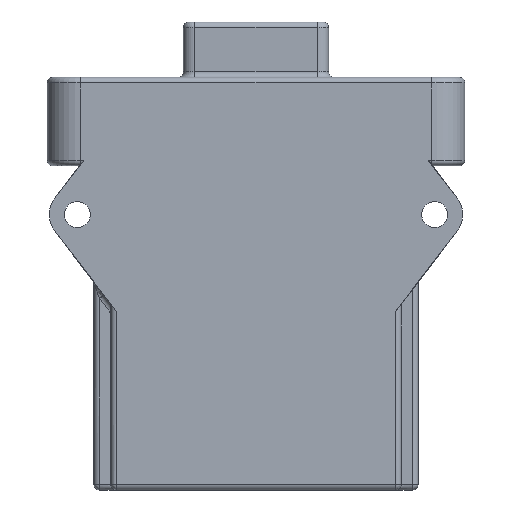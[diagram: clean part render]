
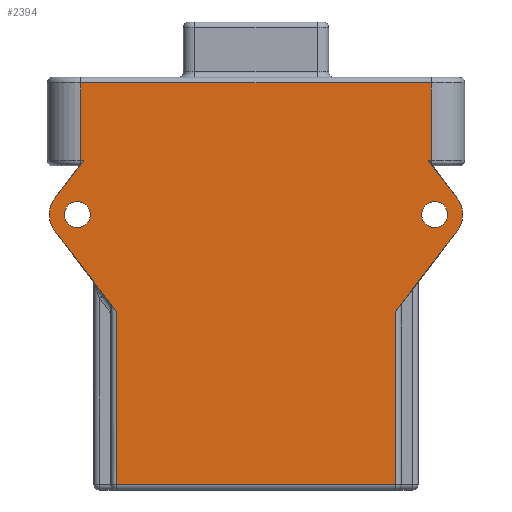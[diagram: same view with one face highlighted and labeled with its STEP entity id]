
A CAD part, front view. The second image highlights one B-rep face of the part: STEP entity #2394.
In plain terms, the highlighted planar face has unit normal (0, -1, 0).
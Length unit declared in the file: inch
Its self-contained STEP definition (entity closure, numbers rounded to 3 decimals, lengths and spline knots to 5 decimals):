
#16 = CARTESIAN_POINT ( 'NONE',  ( -1.5625, -0.7085, -4.0665 ) ) ;
#95 = CIRCLE ( 'NONE', #756, 0.3125 ) ;
#101 = LINE ( 'NONE', #1995, #1368 ) ;
#108 = DIRECTION ( 'NONE',  ( -1., 0., 0. ) ) ;
#127 = CARTESIAN_POINT ( 'NONE',  ( 1.9635, -0.7085, -0.4375 ) ) ;
#134 = EDGE_CURVE ( 'NONE', #2695, #326, #2923, .T. ) ;
#197 = CARTESIAN_POINT ( 'NONE',  ( 2., -0.7085, -1.1925 ) ) ;
#224 = LINE ( 'NONE', #766, #891 ) ;
#253 = LINE ( 'NONE', #2417, #2781 ) ;
#288 = EDGE_CURVE ( 'NONE', #2508, #964, #3264, .T. ) ;
#326 = VERTEX_POINT ( 'NONE', #1512 ) ;
#335 = LINE ( 'NONE', #1699, #1602 ) ;
#374 = DIRECTION ( 'NONE',  ( 0., -1., 0. ) ) ;
#445 = ORIENTED_EDGE ( 'NONE', *, *, #3178, .T. ) ;
#463 = EDGE_CURVE ( 'NONE', #591, #2337, #615, .T. ) ;
#480 = AXIS2_PLACEMENT_3D ( 'NONE', #1894, #374, #2137 ) ;
#535 = FACE_BOUND ( 'NONE', #2525, .T. ) ;
#541 = LINE ( 'NONE', #1707, #1972 ) ;
#562 = EDGE_CURVE ( 'NONE', #2808, #847, #101, .T. ) ;
#591 = VERTEX_POINT ( 'NONE', #1780 ) ;
#609 = VERTEX_POINT ( 'NONE', #197 ) ;
#615 = LINE ( 'NONE', #1233, #1296 ) ;
#647 = VERTEX_POINT ( 'NONE', #2219 ) ;
#652 = CARTESIAN_POINT ( 'NONE',  ( -2., -0.7085, -1.047 ) ) ;
#654 = CARTESIAN_POINT ( 'NONE',  ( -1.97348, -0.7085, -0.4375 ) ) ;
#663 = DIRECTION ( 'NONE',  ( -0.61, 0., -0.793 ) ) ;
#717 = DIRECTION ( 'NONE',  ( 0.61, 0., -0.793 ) ) ;
#756 = AXIS2_PLACEMENT_3D ( 'NONE', #1213, #2956, #1469 ) ;
#766 = CARTESIAN_POINT ( 'NONE',  ( -1.5625, -0.7085, 0.488 ) ) ;
#767 = VECTOR ( 'NONE', #2191, 39.37008 ) ;
#777 = CARTESIAN_POINT ( 'NONE',  ( 2.24769, -0.7085, -1.23754 ) ) ;
#789 = CARTESIAN_POINT ( 'NONE',  ( 1.9635, -0.7085, 0.4255 ) ) ;
#847 = VERTEX_POINT ( 'NONE', #127 ) ;
#848 = EDGE_CURVE ( 'NONE', #2337, #2508, #224, .T. ) ;
#875 = EDGE_LOOP ( 'NONE', ( #2112, #2101, #2906, #445, #2086, #2735, #1376, #1595, #1364, #1353, #885, #1226, #2979, #1994 ) ) ;
#885 = ORIENTED_EDGE ( 'NONE', *, *, #1096, .T. ) ;
#890 = CIRCLE ( 'NONE', #2523, 0.1455 ) ;
#891 = VECTOR ( 'NONE', #3115, 39.37008 ) ;
#898 = VECTOR ( 'NONE', #108, 39.37008 ) ;
#906 = CARTESIAN_POINT ( 'NONE',  ( -1.9635, -0.7085, 0.4255 ) ) ;
#907 = DIRECTION ( 'NONE',  ( 0., 0., -1. ) ) ;
#926 = DIRECTION ( 'NONE',  ( 1., 0., 0. ) ) ;
#927 = VECTOR ( 'NONE', #2166, 39.37008 ) ;
#949 = AXIS2_PLACEMENT_3D ( 'NONE', #1210, #2955, #1468 ) ;
#964 = VERTEX_POINT ( 'NONE', #2560 ) ;
#972 = CARTESIAN_POINT ( 'NONE',  ( 2.24769, -0.7085, -1.23754 ) ) ;
#1004 = CARTESIAN_POINT ( 'NONE',  ( 1.9635, -0.7085, 0.488 ) ) ;
#1017 = PLANE ( 'NONE',  #1695 ) ;
#1023 = LINE ( 'NONE', #972, #2276 ) ;
#1096 = EDGE_CURVE ( 'NONE', #1283, #2521, #1023, .T. ) ;
#1210 = CARTESIAN_POINT ( 'NONE',  ( 2., -0.7085, -1.047 ) ) ;
#1213 = CARTESIAN_POINT ( 'NONE',  ( -2., -0.7085, -1.047 ) ) ;
#1223 = VERTEX_POINT ( 'NONE', #906 ) ;
#1226 = ORIENTED_EDGE ( 'NONE', *, *, #3031, .T. ) ;
#1227 = DIRECTION ( 'NONE',  ( 0.61, 0., 0.793 ) ) ;
#1233 = CARTESIAN_POINT ( 'NONE',  ( -2.24769, -0.7085, -1.23754 ) ) ;
#1272 = DIRECTION ( 'NONE',  ( 0., 1., 0. ) ) ;
#1283 = VERTEX_POINT ( 'NONE', #2933 ) ;
#1290 = VERTEX_POINT ( 'NONE', #1728 ) ;
#1296 = VECTOR ( 'NONE', #717, 39.37008 ) ;
#1353 = ORIENTED_EDGE ( 'NONE', *, *, #3235, .T. ) ;
#1364 = ORIENTED_EDGE ( 'NONE', *, *, #288, .T. ) ;
#1368 = VECTOR ( 'NONE', #2709, 39.37008 ) ;
#1376 = ORIENTED_EDGE ( 'NONE', *, *, #463, .T. ) ;
#1468 = DIRECTION ( 'NONE',  ( 0., 0., -1. ) ) ;
#1469 = DIRECTION ( 'NONE',  ( 0., 0., -1. ) ) ;
#1512 = CARTESIAN_POINT ( 'NONE',  ( -2.24769, -0.7085, -0.85646 ) ) ;
#1544 = CARTESIAN_POINT ( 'NONE',  ( 1.625, -0.7085, -4.0665 ) ) ;
#1595 = ORIENTED_EDGE ( 'NONE', *, *, #848, .T. ) ;
#1602 = VECTOR ( 'NONE', #926, 39.37008 ) ;
#1657 = CARTESIAN_POINT ( 'NONE',  ( -1.9635, -0.7085, -0.4375 ) ) ;
#1695 = AXIS2_PLACEMENT_3D ( 'NONE', #1004, #1272, #3022 ) ;
#1698 = CARTESIAN_POINT ( 'NONE',  ( 1.9254, -0.7085, -0.4375 ) ) ;
#1699 = CARTESIAN_POINT ( 'NONE',  ( 2.3385, -0.7085, -0.4375 ) ) ;
#1707 = CARTESIAN_POINT ( 'NONE',  ( 1.625, -0.7085, -0.047 ) ) ;
#1717 = EDGE_CURVE ( 'NONE', #2808, #1223, #2319, .T. ) ;
#1728 = CARTESIAN_POINT ( 'NONE',  ( -2., -0.7085, -1.1925 ) ) ;
#1736 = FACE_BOUND ( 'NONE', #3120, .T. ) ;
#1780 = CARTESIAN_POINT ( 'NONE',  ( -2.24769, -0.7085, -1.23754 ) ) ;
#1795 = ORIENTED_EDGE ( 'NONE', *, *, #2604, .F. ) ;
#1805 = VERTEX_POINT ( 'NONE', #1698 ) ;
#1808 = EDGE_CURVE ( 'NONE', #647, #1805, #541, .T. ) ;
#1850 = CIRCLE ( 'NONE', #949, 0.1455 ) ;
#1861 = DIRECTION ( 'NONE',  ( 1., 0., 0. ) ) ;
#1894 = CARTESIAN_POINT ( 'NONE',  ( 2., -0.7085, -1.047 ) ) ;
#1931 = CARTESIAN_POINT ( 'NONE',  ( -2.24769, -0.7085, -0.85646 ) ) ;
#1972 = VECTOR ( 'NONE', #2437, 39.37008 ) ;
#1986 = CARTESIAN_POINT ( 'NONE',  ( -1.5625, -0.7085, -2.12825 ) ) ;
#1994 = ORIENTED_EDGE ( 'NONE', *, *, #3151, .T. ) ;
#1995 = CARTESIAN_POINT ( 'NONE',  ( 1.9635, -0.7085, 0.488 ) ) ;
#2086 = ORIENTED_EDGE ( 'NONE', *, *, #134, .T. ) ;
#2101 = ORIENTED_EDGE ( 'NONE', *, *, #1717, .T. ) ;
#2112 = ORIENTED_EDGE ( 'NONE', *, *, #562, .F. ) ;
#2116 = LINE ( 'NONE', #2676, #767 ) ;
#2137 = DIRECTION ( 'NONE',  ( 0., 0., -1. ) ) ;
#2166 = DIRECTION ( 'NONE',  ( 1., 0., 0. ) ) ;
#2191 = DIRECTION ( 'NONE',  ( 0., 0., 1. ) ) ;
#2193 = LINE ( 'NONE', #654, #927 ) ;
#2219 = CARTESIAN_POINT ( 'NONE',  ( 2.24769, -0.7085, -0.85646 ) ) ;
#2276 = VECTOR ( 'NONE', #1227, 39.37008 ) ;
#2319 = LINE ( 'NONE', #3123, #898 ) ;
#2337 = VERTEX_POINT ( 'NONE', #1986 ) ;
#2394 = ADVANCED_FACE ( 'NONE', ( #1736, #535, #3056 ), #1017, .F. ) ;
#2402 = DIRECTION ( 'NONE',  ( 0., -1., 0. ) ) ;
#2417 = CARTESIAN_POINT ( 'NONE',  ( -1.9635, -0.7085, 0.488 ) ) ;
#2437 = DIRECTION ( 'NONE',  ( -0.61, 0., 0.793 ) ) ;
#2508 = VERTEX_POINT ( 'NONE', #16 ) ;
#2521 = VERTEX_POINT ( 'NONE', #777 ) ;
#2523 = AXIS2_PLACEMENT_3D ( 'NONE', #652, #2402, #907 ) ;
#2525 = EDGE_LOOP ( 'NONE', ( #1795 ) ) ;
#2549 = EDGE_CURVE ( 'NONE', #1290, #1290, #890, .T. ) ;
#2560 = CARTESIAN_POINT ( 'NONE',  ( 1.5625, -0.7085, -4.0665 ) ) ;
#2604 = EDGE_CURVE ( 'NONE', #609, #609, #1850, .T. ) ;
#2657 = VECTOR ( 'NONE', #1861, 39.37008 ) ;
#2676 = CARTESIAN_POINT ( 'NONE',  ( 1.5625, -0.7085, 0.488 ) ) ;
#2695 = VERTEX_POINT ( 'NONE', #3251 ) ;
#2709 = DIRECTION ( 'NONE',  ( 0., 0., -1. ) ) ;
#2735 = ORIENTED_EDGE ( 'NONE', *, *, #3279, .T. ) ;
#2781 = VECTOR ( 'NONE', #2901, 39.37008 ) ;
#2808 = VERTEX_POINT ( 'NONE', #789 ) ;
#2871 = ORIENTED_EDGE ( 'NONE', *, *, #2549, .F. ) ;
#2876 = CIRCLE ( 'NONE', #480, 0.3125 ) ;
#2901 = DIRECTION ( 'NONE',  ( 0., 0., -1. ) ) ;
#2906 = ORIENTED_EDGE ( 'NONE', *, *, #3210, .T. ) ;
#2923 = LINE ( 'NONE', #1931, #3012 ) ;
#2933 = CARTESIAN_POINT ( 'NONE',  ( 1.5625, -0.7085, -2.12825 ) ) ;
#2955 = DIRECTION ( 'NONE',  ( 0., -1., 0. ) ) ;
#2956 = DIRECTION ( 'NONE',  ( 0., -1., 0. ) ) ;
#2979 = ORIENTED_EDGE ( 'NONE', *, *, #1808, .T. ) ;
#3012 = VECTOR ( 'NONE', #663, 39.37008 ) ;
#3022 = DIRECTION ( 'NONE',  ( -1., 0., 0. ) ) ;
#3031 = EDGE_CURVE ( 'NONE', #2521, #647, #2876, .T. ) ;
#3056 = FACE_OUTER_BOUND ( 'NONE', #875, .T. ) ;
#3076 = VERTEX_POINT ( 'NONE', #1657 ) ;
#3115 = DIRECTION ( 'NONE',  ( 0., 0., -1. ) ) ;
#3120 = EDGE_LOOP ( 'NONE', ( #2871 ) ) ;
#3123 = CARTESIAN_POINT ( 'NONE',  ( 1.9635, -0.7085, 0.4255 ) ) ;
#3151 = EDGE_CURVE ( 'NONE', #1805, #847, #335, .T. ) ;
#3178 = EDGE_CURVE ( 'NONE', #3076, #2695, #2193, .T. ) ;
#3210 = EDGE_CURVE ( 'NONE', #1223, #3076, #253, .T. ) ;
#3235 = EDGE_CURVE ( 'NONE', #964, #1283, #2116, .T. ) ;
#3251 = CARTESIAN_POINT ( 'NONE',  ( -1.9254, -0.7085, -0.4375 ) ) ;
#3264 = LINE ( 'NONE', #1544, #2657 ) ;
#3279 = EDGE_CURVE ( 'NONE', #326, #591, #95, .T. ) ;
